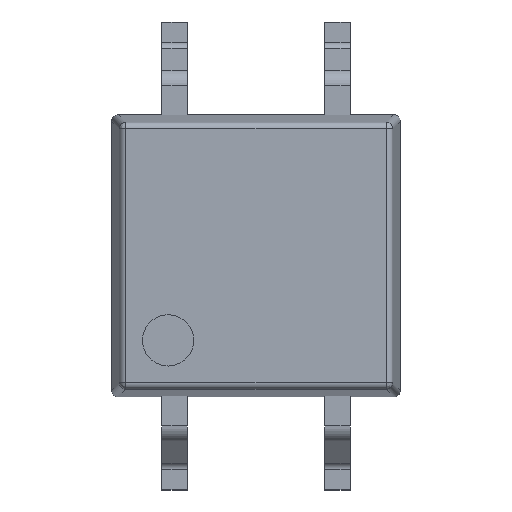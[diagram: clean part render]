
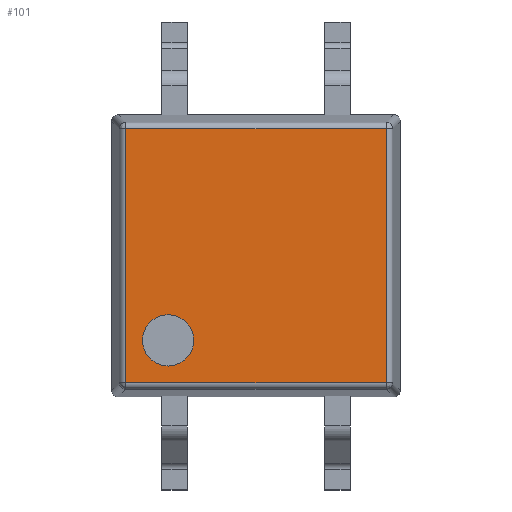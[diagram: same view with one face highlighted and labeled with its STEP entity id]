
A CAD part, top view. The second image highlights one B-rep face of the part: STEP entity #101.
In plain terms, the highlighted planar face has unit normal (0, 0, 1).
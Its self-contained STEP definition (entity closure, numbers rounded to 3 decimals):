
#101=ADVANCED_FACE('',(#953,#955),#957,.T.);
#953=FACE_BOUND('',#954,.T.);
#954=EDGE_LOOP('',(#1729,#1730,#1731,#1732));
#955=FACE_BOUND('',#956,.T.);
#956=EDGE_LOOP('',(#1733));
#957=PLANE('',#958);
#958=AXIS2_PLACEMENT_3D('',#959,#960,#961);
#959=CARTESIAN_POINT('',(0.,0.,2.3));
#960=DIRECTION('',(0.,0.,1.));
#961=DIRECTION('',(1.,0.,0.));
#1729=ORIENTED_EDGE('',*,*,#2165,.T.);
#1730=ORIENTED_EDGE('',*,*,#2166,.T.);
#1731=ORIENTED_EDGE('',*,*,#2167,.T.);
#1732=ORIENTED_EDGE('',*,*,#2168,.T.);
#1733=ORIENTED_EDGE('',*,*,#2169,.T.);
#2165=EDGE_CURVE('',#2391,#2392,#2393,.T.);
#2166=EDGE_CURVE('',#2392,#2394,#2395,.T.);
#2167=EDGE_CURVE('',#2394,#2396,#2397,.T.);
#2168=EDGE_CURVE('',#2396,#2391,#2398,.T.);
#2169=EDGE_CURVE('',#2399,#2399,#2400,.F.);
#2391=VERTEX_POINT('',#2779);
#2392=VERTEX_POINT('',#2780);
#2393=LINE('',#2781,#2782);
#2394=VERTEX_POINT('',#2784);
#2395=LINE('',#2785,#2786);
#2396=VERTEX_POINT('',#2788);
#2397=LINE('',#2789,#2790);
#2398=LINE('',#2792,#2793);
#2399=VERTEX_POINT('',#2795);
#2400=CIRCLE('',#2796,0.4);
#2779=CARTESIAN_POINT('',(2.033,1.983,2.3));
#2780=CARTESIAN_POINT('',(-2.033,1.983,2.3));
#2781=CARTESIAN_POINT('',(2.033,1.983,2.3));
#2782=VECTOR('',#2783,1.);
#2783=DIRECTION('',(-1.,0.,0.));
#2784=CARTESIAN_POINT('',(-2.033,-1.983,2.3));
#2785=CARTESIAN_POINT('',(-2.033,1.983,2.3));
#2786=VECTOR('',#2787,1.);
#2787=DIRECTION('',(0.,-1.,0.));
#2788=CARTESIAN_POINT('',(2.033,-1.983,2.3));
#2789=CARTESIAN_POINT('',(-2.033,-1.983,2.3));
#2790=VECTOR('',#2791,1.);
#2791=DIRECTION('',(1.,0.,0.));
#2792=CARTESIAN_POINT('',(2.033,-1.983,2.3));
#2793=VECTOR('',#2794,1.);
#2794=DIRECTION('',(0.,1.,0.));
#2795=CARTESIAN_POINT('',(-0.97,-1.32,2.3));
#2796=AXIS2_PLACEMENT_3D('',#2797,#2798,#2799);
#2797=CARTESIAN_POINT('',(-1.37,-1.32,2.3));
#2798=DIRECTION('',(0.,0.,1.));
#2799=DIRECTION('',(1.,0.,0.));
